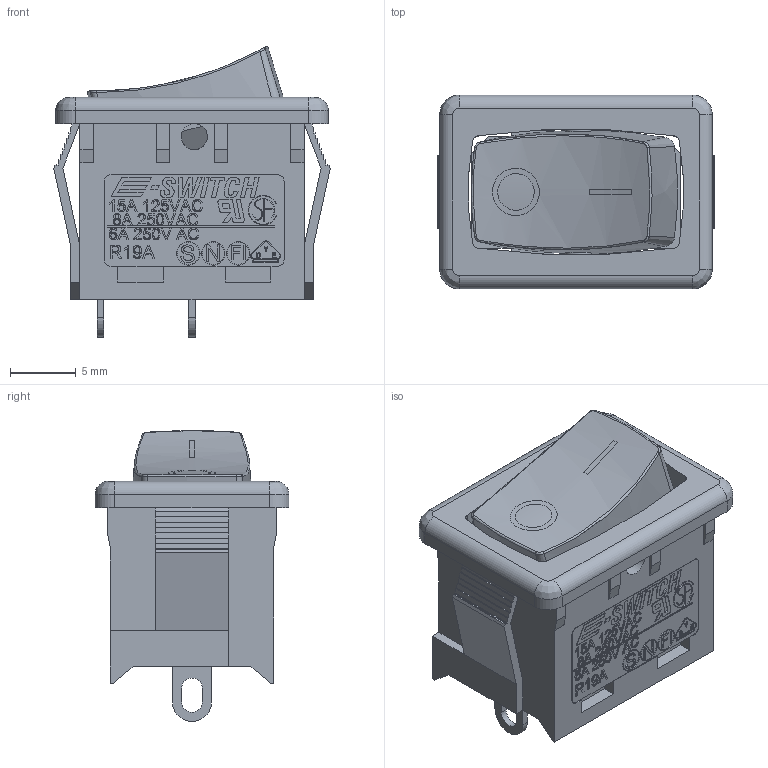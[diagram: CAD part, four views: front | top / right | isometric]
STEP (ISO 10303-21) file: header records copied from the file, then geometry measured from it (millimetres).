
FILE_DESCRIPTION((' '),'2;1');
FILE_NAME('R1966AxxxxxxFS.stp','2017-08-03T08:58:14',(' '),(' '),' ','ACIS',' ');
FILE_SCHEMA(('CONFIG_CONTROL_DESIGN'));
Length unit declared in the file: inch
Products named in the file (1): R1966AxxxxxxFS.stp
Bounding box: 21.1 x 14.8 x 22.19 mm (x, y, z)
Volume: 2180.6 mm3; surface area: 3155.6 mm2
Topology: 1 solids, 1 shells, 937 faces, 2548 edges, 1688 vertices
Faces by surface type: plane 594, bspline 258, cylinder 77, cone 8
Full cylindrical faces by diameter (mm): 1.7 x3, 1.78 x3, 2 x4
Entity records: 31449 total; most frequent: CARTESIAN_POINT 9278, ORIENTED_EDGE 5076, DIRECTION 3568, EDGE_CURVE 2538, VECTOR 1816, LINE 1816, VERTEX_POINT 1686, EDGE_LOOP 1046
